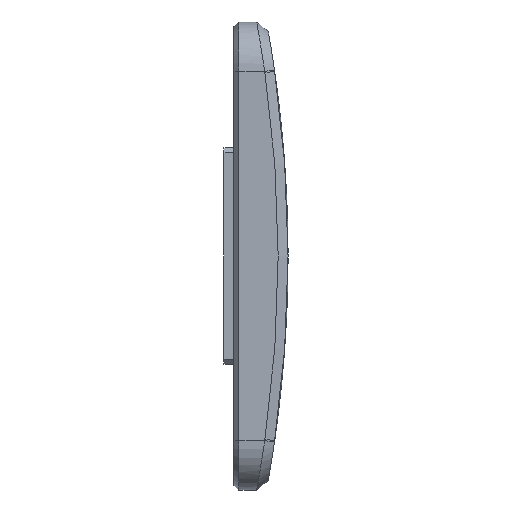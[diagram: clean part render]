
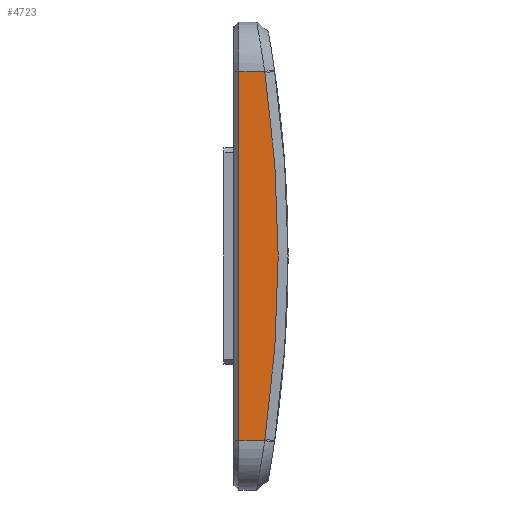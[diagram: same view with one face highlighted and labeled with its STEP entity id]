
A CAD part, left-side view. The second image highlights one B-rep face of the part: STEP entity #4723.
In plain terms, the highlighted planar face has unit normal (-1, 0, 0).
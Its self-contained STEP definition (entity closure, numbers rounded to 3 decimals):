
#460=B_SPLINE_CURVE_WITH_KNOTS('',3,(#12277,#12278,#12279,#12280),
 .UNSPECIFIED.,.F.,.F.,(4,4),(-4.572,-4.543),
 .UNSPECIFIED.);
#465=B_SPLINE_CURVE_WITH_KNOTS('',3,(#12443,#12444,#12445,#12446),
 .UNSPECIFIED.,.F.,.F.,(4,4),(-7.576,-7.547),
 .UNSPECIFIED.);
#756=LINE('',#12510,#836);
#767=LINE('',#12538,#847);
#768=LINE('',#12541,#848);
#836=VECTOR('',#6283,10.);
#847=VECTOR('',#6316,10.);
#848=VECTOR('',#6321,10.);
#1135=FACE_OUTER_BOUND('',#1415,.T.);
#1415=EDGE_LOOP('',(#4416,#4417,#4418,#4419,#4420,#4421));
#1640=CIRCLE('',#5198,258.);
#2120=VERTEX_POINT('',#12156);
#2121=VERTEX_POINT('',#12158);
#2122=VERTEX_POINT('',#12197);
#2131=VERTEX_POINT('',#12396);
#2148=VERTEX_POINT('',#12500);
#2151=VERTEX_POINT('',#12508);
#2845=EDGE_CURVE('',#2120,#2121,#1640,.T.);
#2854=EDGE_CURVE('',#2122,#2120,#460,.T.);
#2867=EDGE_CURVE('',#2121,#2131,#465,.T.);
#2896=EDGE_CURVE('',#2151,#2148,#756,.T.);
#2911=EDGE_CURVE('',#2148,#2122,#767,.T.);
#2912=EDGE_CURVE('',#2131,#2151,#768,.T.);
#4416=ORIENTED_EDGE('',*,*,#2854,.F.);
#4417=ORIENTED_EDGE('',*,*,#2911,.F.);
#4418=ORIENTED_EDGE('',*,*,#2896,.F.);
#4419=ORIENTED_EDGE('',*,*,#2912,.F.);
#4420=ORIENTED_EDGE('',*,*,#2867,.F.);
#4421=ORIENTED_EDGE('',*,*,#2845,.F.);
#4453=PLANE('',#5244);
#4723=ADVANCED_FACE('',(#1135),#4453,.F.);
#5198=AXIS2_PLACEMENT_3D('',#12159,#6190,#6191);
#5244=AXIS2_PLACEMENT_3D('',#12544,#6325,#6326);
#6190=DIRECTION('center_axis',(1.,0.,0.));
#6191=DIRECTION('ref_axis',(0.,-0.983,0.183));
#6283=DIRECTION('',(0.,0.,1.));
#6316=DIRECTION('',(0.,-1.,0.));
#6321=DIRECTION('',(0.,1.,0.));
#6325=DIRECTION('center_axis',(1.,0.,0.));
#6326=DIRECTION('ref_axis',(0.,1.,0.));
#12156=CARTESIAN_POINT('',(-35.,-6.302,37.212));
#12158=CARTESIAN_POINT('',(-35.,-6.302,-37.212));
#12159=CARTESIAN_POINT('Origin',(-35.,249.,0.));
#12197=CARTESIAN_POINT('',(-35.,-6.26,37.5));
#12277=CARTESIAN_POINT('Ctrl Pts',(-35.,-6.26,37.5));
#12278=CARTESIAN_POINT('Ctrl Pts',(-35.,-6.274,37.403));
#12279=CARTESIAN_POINT('Ctrl Pts',(-35.,-6.288,37.307));
#12280=CARTESIAN_POINT('Ctrl Pts',(-35.,-6.302,37.212));
#12396=CARTESIAN_POINT('',(-35.,-6.26,-37.5));
#12443=CARTESIAN_POINT('Ctrl Pts',(-35.,-6.302,-37.212));
#12444=CARTESIAN_POINT('Ctrl Pts',(-35.,-6.288,-37.307));
#12445=CARTESIAN_POINT('Ctrl Pts',(-35.,-6.274,-37.403));
#12446=CARTESIAN_POINT('Ctrl Pts',(-35.,-6.26,-37.5));
#12500=CARTESIAN_POINT('',(-35.,-1.,37.5));
#12508=CARTESIAN_POINT('',(-35.,-1.,-37.5));
#12510=CARTESIAN_POINT('',(-35.,-1.,-23.75));
#12538=CARTESIAN_POINT('',(-35.,-2.75,37.5));
#12541=CARTESIAN_POINT('',(-35.,-6.062,-37.5));
#12544=CARTESIAN_POINT('Origin',(-35.,-5.5,0.));
